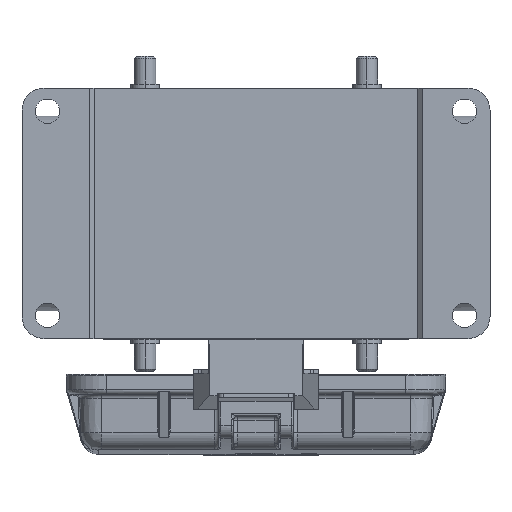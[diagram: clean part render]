
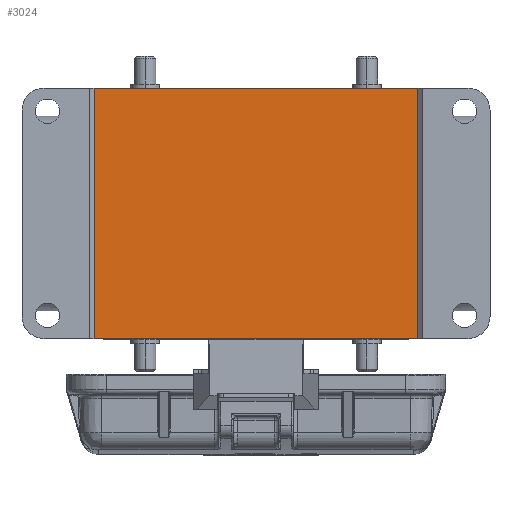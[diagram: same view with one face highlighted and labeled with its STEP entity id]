
A CAD part, top view. The second image highlights one B-rep face of the part: STEP entity #3024.
In plain terms, the highlighted planar face has unit normal (0, 0, 1).
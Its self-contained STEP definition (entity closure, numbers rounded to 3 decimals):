
#1414=FACE_OUTER_BOUND('',#5288,.T.);
#3024=ADVANCED_FACE('NONE',(#1414),#3621,.F.);
#3621=PLANE('',#18522);
#5288=EDGE_LOOP('',(#8996,#8997,#8998,#8999));
#8996=ORIENTED_EDGE('',*,*,#14333,.F.);
#8997=ORIENTED_EDGE('',*,*,#14334,.F.);
#8998=ORIENTED_EDGE('',*,*,#14303,.F.);
#8999=ORIENTED_EDGE('',*,*,#14335,.F.);
#12016=VERTEX_POINT('',#32018);
#12017=VERTEX_POINT('',#32020);
#12041=VERTEX_POINT('',#32085);
#12042=VERTEX_POINT('',#32086);
#14303=EDGE_CURVE('NONE',#12016,#12017,#15907,.T.);
#14333=EDGE_CURVE('NONE',#12041,#12042,#15922,.T.);
#14334=EDGE_CURVE('NONE',#12017,#12041,#15923,.T.);
#14335=EDGE_CURVE('NONE',#12042,#12016,#15924,.T.);
#15907=LINE('',#32019,#17120);
#15922=LINE('',#32084,#17135);
#15923=LINE('',#32087,#17136);
#15924=LINE('',#32088,#17137);
#17120=VECTOR('',#21746,1.);
#17135=VECTOR('',#21801,1.);
#17136=VECTOR('',#21802,1.);
#17137=VECTOR('',#21803,1.);
#18522=AXIS2_PLACEMENT_3D('',#32089,#21804,#21805);
#21746=DIRECTION('',(1.,0.,0.));
#21801=DIRECTION('',(-1.,0.,0.));
#21802=DIRECTION('',(0.,-1.,0.));
#21803=DIRECTION('',(0.,1.,0.));
#21804=DIRECTION('',(0.,0.,-1.));
#21805=DIRECTION('',(-1.,0.,0.));
#32018=CARTESIAN_POINT('',(-36.5,28.25,-1.));
#32019=CARTESIAN_POINT('',(0.,28.25,-1.));
#32020=CARTESIAN_POINT('',(36.5,28.25,-1.));
#32084=CARTESIAN_POINT('',(-36.5,-28.25,-1.));
#32085=CARTESIAN_POINT('',(36.5,-28.25,-1.));
#32086=CARTESIAN_POINT('',(-36.5,-28.25,-1.));
#32087=CARTESIAN_POINT('',(36.5,-28.,-1.));
#32088=CARTESIAN_POINT('',(-36.5,-28.,-1.));
#32089=CARTESIAN_POINT('',(-36.5,-28.,-1.));
